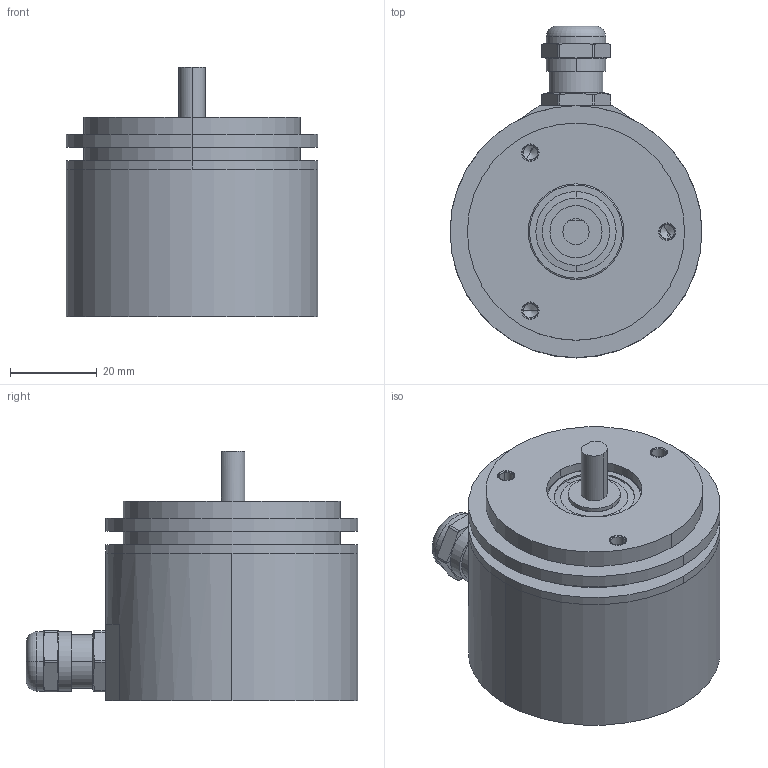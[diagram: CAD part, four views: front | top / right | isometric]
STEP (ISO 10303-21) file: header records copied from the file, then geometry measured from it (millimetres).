
FILE_DESCRIPTION((''),'2;1');
FILE_NAME('I58_0303_ASM','2010-12-21T',('LIKA51'),(''),'PRO/ENGINEER BY PARAMETRIC TECHNOLOGY CORPORATION, 2010180','PRO/ENGINEER BY PARAMETRIC TECHNOLOGY CORPORATION, 2010180','');
FILE_SCHEMA(('CONFIG_CONTROL_DESIGN'));
Length unit declared in the file: millimetre
Products named in the file (8): FLA_000859; ALB_000133; CUS_608; P_D_000877; CNT_000487; VIT_M3X30_UNI7688; PRE_M12X1_5; I58_0303_ASM
Assembly tree (10 placements, depth 2):
  I58_0303_ASM
    FLA_000859
    ALB_000133
    CUS_608  x2
    P_D_000877
    CNT_000487
    VIT_M3X30_UNI7688  x3
    PRE_M12X1_5
Bounding box: 58 x 76.4 x 57.5 mm (x, y, z)
Volume: 50956.4 mm3; surface area: 39367.3 mm2
Topology: 31 solids, 42 shells, 546 faces, 1272 edges, 746 vertices
Faces by surface type: cylinder 208, plane 129, cone 93, torus 57, sphere 40, bspline 19
Entity records: 13736 total; most frequent: CARTESIAN_POINT 3782, DIRECTION 2241, ORIENTED_EDGE 1864, AXIS2_PLACEMENT_3D 955, EDGE_CURVE 954, VERTEX_POINT 594, CIRCLE 518, EDGE_LOOP 498
